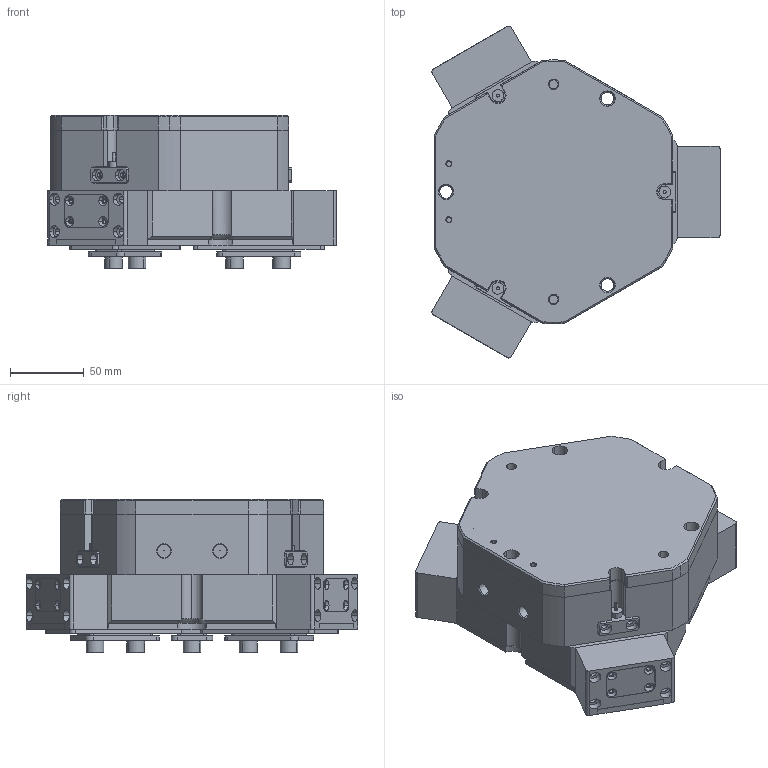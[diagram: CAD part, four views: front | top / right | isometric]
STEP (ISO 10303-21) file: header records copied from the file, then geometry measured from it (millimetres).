
FILE_DESCRIPTION (( 'STEP AP203' ), '1' );
FILE_NAME ('TZ125-179-P.STEP', '2024-12-03T08:41:23', ( 'USER-' ), ( 'Microsoft' ), 'SwSTEP 2.0', 'SolidWorks 2018', '' );
FILE_SCHEMA (( 'CONFIG_CONTROL_DESIGN' ));
Length unit declared in the file: millimetre
Products named in the file (30): TZ125-179-P杅耀.sldasm-Part-4; TZ125-179-P杅耀.sldasm-Part-19; TZ125-179-P杅耀.sldasm-Part-6; TZ125-179-P; TZ125-179-P杅耀.sldasm-Part-28; TZ125-179-C43杅耀; TZ125-179-P杅耀.sldasm-Part-22; TZ125-179-P杅耀.sldasm-Part-33; TZ125-179-P杅耀.sldasm-Part-1; TZ125-179-P杅耀.sldasm-Part-27; TZ125-179杅耀.sldasm-Part-19; TZ125-179杅耀.sldasm-Part-22; TZ125-179-P杅耀.sldasm-Part-10; TZ125-179-P杅耀.sldasm-Part-30; TZ125-179杅耀.sldasm-Part-30; TZ125-179-P杅耀.sldasm-Part-39; 埴翐芛_GB_FASTENER_SCREWS_HSHCS M2X8-N; TZ125-179-P杅耀.sldasm-Part-34; 揤輸蚾饜极; TZ125-179-P杅耀.sldasm-Part-38; TZ125-179-P杅耀.sldasm-Part-35; TZ125-179杅耀.sldasm-Part-12; 揤輸杅耀.sldasm-Part-9; TZ125-179-P杅耀.sldasm-Part-21; TZ125-179杅耀.sldasm-Part-32; TZ125-179杅耀.sldasm-Part-21; TZ125-179-P杅耀.sldasm-Part-20; TZ125-179杅耀.sldasm-Part-9; TZ125-179-P杅耀.sldasm-Part-8; 35x18-R3
Assembly tree (38 placements, depth 4):
  TZ125-179-P
    TZ125-179-P杅耀.sldasm-Part-1
    TZ125-179-P杅耀.sldasm-Part-4
    TZ125-179-P杅耀.sldasm-Part-6
    TZ125-179-P杅耀.sldasm-Part-8
    TZ125-179-P杅耀.sldasm-Part-10
    TZ125-179-P杅耀.sldasm-Part-19
    TZ125-179-P杅耀.sldasm-Part-20
    TZ125-179-P杅耀.sldasm-Part-21
    TZ125-179-P杅耀.sldasm-Part-22
    TZ125-179-P杅耀.sldasm-Part-27
    TZ125-179-P杅耀.sldasm-Part-28
    TZ125-179-P杅耀.sldasm-Part-30  x3
    TZ125-179-P杅耀.sldasm-Part-33
    TZ125-179-P杅耀.sldasm-Part-34
    TZ125-179-P杅耀.sldasm-Part-35
    TZ125-179-P杅耀.sldasm-Part-38
    TZ125-179-P杅耀.sldasm-Part-39
    TZ125-179-C43杅耀
      TZ125-179杅耀.sldasm-Part-9  x2
      TZ125-179杅耀.sldasm-Part-12
      TZ125-179杅耀.sldasm-Part-19
      TZ125-179杅耀.sldasm-Part-21
      TZ125-179杅耀.sldasm-Part-22
      TZ125-179杅耀.sldasm-Part-30  x2
      TZ125-179杅耀.sldasm-Part-32  x3
      35x18-R3
      揤輸蚾饜极  x3
        揤輸杅耀.sldasm-Part-9
        埴翐芛_GB_FASTENER_SCREWS_HSHCS M2X8-N
Bounding box: 195.59 x 225.19 x 104 mm (x, y, z)
Volume: 1993449.1 mm3; surface area: 350093 mm2
Topology: 40 solids, 64 shells, 2206 faces, 5578 edges, 3518 vertices
Faces by surface type: plane 964, cylinder 709, cone 366, bspline 155, torus 12
Entity records: 65053 total; most frequent: CARTESIAN_POINT 16267, DIRECTION 9375, ORIENTED_EDGE 9354, EDGE_CURVE 4677, AXIS2_PLACEMENT_3D 3295, VERTEX_POINT 3011, VECTOR 2785, LINE 2785
